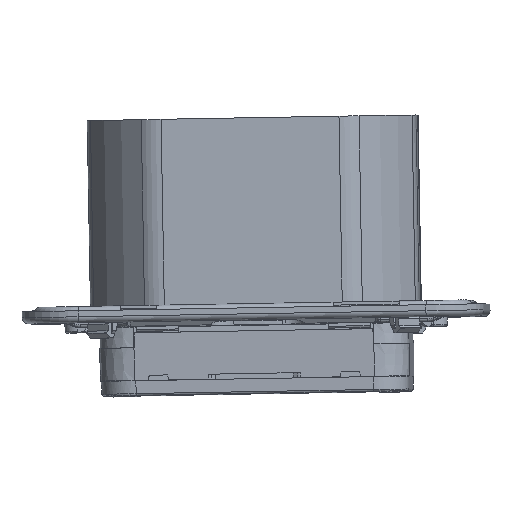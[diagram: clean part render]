
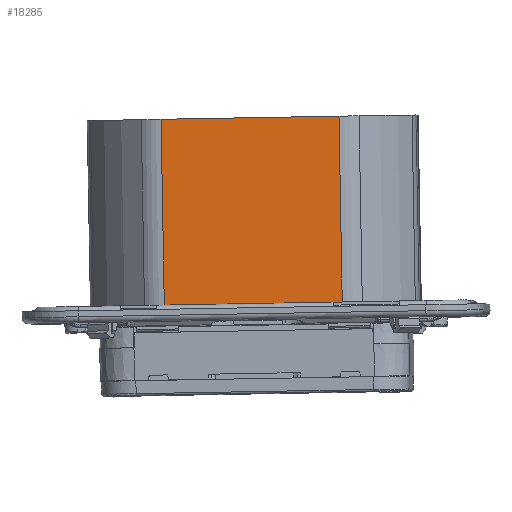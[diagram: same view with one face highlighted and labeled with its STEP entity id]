
A CAD part, top view. The second image highlights one B-rep face of the part: STEP entity #18285.
In plain terms, the highlighted face is planar.
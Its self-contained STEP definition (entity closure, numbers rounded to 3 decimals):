
#2267 = DIRECTION ( 'NONE',  ( 0.017, 0., -1. ) ) ;
#5758 = VERTEX_POINT ( 'NONE', #42394 ) ;
#6802 = CARTESIAN_POINT ( 'NONE',  ( 14.28, -24.991, 31.754 ) ) ;
#7733 = DIRECTION ( 'NONE',  ( 1., 0., 0.017 ) ) ;
#8124 = VERTEX_POINT ( 'NONE', #36452 ) ;
#8152 = ORIENTED_EDGE ( 'NONE', *, *, #9415, .F. ) ;
#9332 = ORIENTED_EDGE ( 'NONE', *, *, #14012, .F. ) ;
#9415 = EDGE_CURVE ( 'NONE', #57754, #5758, #15263, .T. ) ;
#12393 = VERTEX_POINT ( 'NONE', #16489 ) ;
#14012 = EDGE_CURVE ( 'NONE', #8124, #57754, #36410, .T. ) ;
#15263 = LINE ( 'NONE', #52482, #53103 ) ;
#15788 = EDGE_LOOP ( 'NONE', ( #9332, #19790, #22817, #8152 ) ) ;
#16489 = CARTESIAN_POINT ( 'NONE',  ( -14.839, -24.991, 0.241 ) ) ;
#16785 = DIRECTION ( 'NONE',  ( 0., 1., 0. ) ) ;
#17078 = FACE_OUTER_BOUND ( 'NONE', #15788, .T. ) ;
#17472 = VECTOR ( 'NONE', #30738, 1000. ) ;
#18285 = ADVANCED_FACE ( 'NONE', ( #17078 ), #26451, .F. ) ;
#19062 = VECTOR ( 'NONE', #37979, 1000. ) ;
#19790 = ORIENTED_EDGE ( 'NONE', *, *, #56285, .T. ) ;
#20140 = AXIS2_PLACEMENT_3D ( 'NONE', #44374, #16785, #7733 ) ;
#22817 = ORIENTED_EDGE ( 'NONE', *, *, #46873, .T. ) ;
#26189 = LINE ( 'NONE', #44676, #17472 ) ;
#26451 = PLANE ( 'NONE',  #20140 ) ;
#26711 = CARTESIAN_POINT ( 'NONE',  ( -15.38, -24.991, 31.236 ) ) ;
#28881 = CARTESIAN_POINT ( 'NONE',  ( -16.674, -24.991, 105.383 ) ) ;
#30738 = DIRECTION ( 'NONE',  ( 1., 0., 0.017 ) ) ;
#36410 = LINE ( 'NONE', #26711, #46092 ) ;
#36452 = CARTESIAN_POINT ( 'NONE',  ( -15.38, -24.991, 31.236 ) ) ;
#37979 = DIRECTION ( 'NONE',  ( 0.017, 0., -1. ) ) ;
#40955 = DIRECTION ( 'NONE',  ( 1., 0., 0.017 ) ) ;
#42394 = CARTESIAN_POINT ( 'NONE',  ( 14.821, -24.991, 0.759 ) ) ;
#44374 = CARTESIAN_POINT ( 'NONE',  ( -16.674, -24.991, 105.383 ) ) ;
#44676 = CARTESIAN_POINT ( 'NONE',  ( -14.839, -24.991, 0.241 ) ) ;
#46092 = VECTOR ( 'NONE', #40955, 1000. ) ;
#46449 = LINE ( 'NONE', #28881, #19062 ) ;
#46873 = EDGE_CURVE ( 'NONE', #12393, #5758, #26189, .T. ) ;
#52482 = CARTESIAN_POINT ( 'NONE',  ( 12.986, -24.991, 105.901 ) ) ;
#53103 = VECTOR ( 'NONE', #2267, 1000. ) ;
#56285 = EDGE_CURVE ( 'NONE', #8124, #12393, #46449, .T. ) ;
#57754 = VERTEX_POINT ( 'NONE', #6802 ) ;
